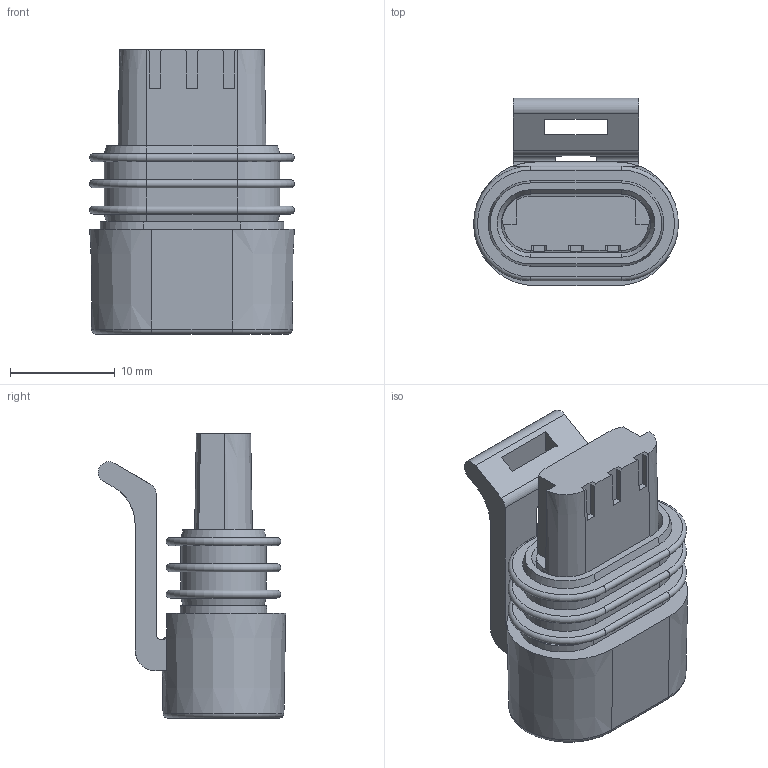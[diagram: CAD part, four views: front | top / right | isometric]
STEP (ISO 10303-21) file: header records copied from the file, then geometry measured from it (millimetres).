
FILE_DESCRIPTION(/* description */ (''),/* implementation_level */ '2;1');
FILE_NAME(/* name */ '12162182-ENV11_03-CONN.stp',/* time_stamp */ '2023-06-16T14:08:23+08:00',/* author */ (''),/* organization */ (''),/* preprocessor_version */ 'ST-DEVELOPER v16',/* originating_system */ 'SIEMENS PLM Software NX 11.0',/* authorisation */ '');
FILE_SCHEMA (('AUTOMOTIVE_DESIGN { 1 0 10303 214 3 1 1 1 }'));
Length unit declared in the file: millimetre
Products named in the file (1): 12162182-ENV11_03-CONN
Bounding box: 19.52 x 17.85 x 27.1 mm (x, y, z)
Volume: 4026.1 mm3; surface area: 3070.7 mm2
Topology: 2 solids, 2 shells, 119 faces, 316 edges, 206 vertices
Faces by surface type: plane 73, cylinder 24, cone 14, torus 8
Entity records: 3751 total; most frequent: CARTESIAN_POINT 680, DIRECTION 640, ORIENTED_EDGE 632, EDGE_CURVE 316, AXIS2_PLACEMENT_3D 214, LINE 212, VECTOR 212, VERTEX_POINT 206
